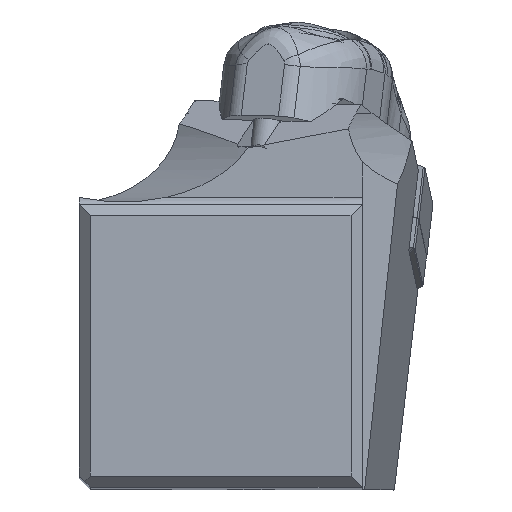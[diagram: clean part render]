
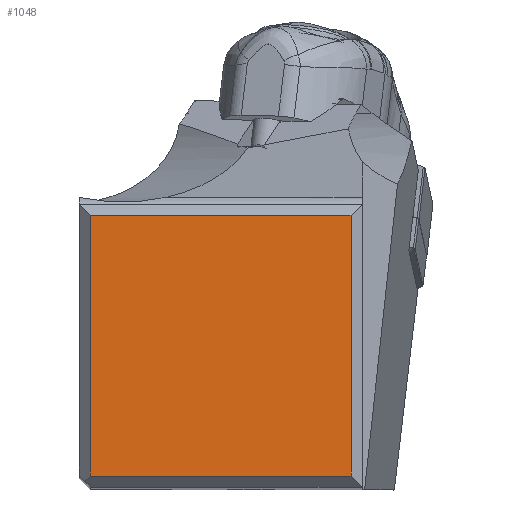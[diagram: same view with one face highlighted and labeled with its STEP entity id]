
A CAD part, top view. The second image highlights one B-rep face of the part: STEP entity #1048.
In plain terms, the highlighted planar face has unit normal (0, 0, 1).
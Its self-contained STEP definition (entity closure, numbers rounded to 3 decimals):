
#762=FACE_OUTER_BOUND('',#1462,.T.);
#1048=ADVANCED_FACE('',(#762),#1170,.T.);
#1170=PLANE('',#5976);
#1462=EDGE_LOOP('',(#2851,#2852,#2853,#2854));
#2851=ORIENTED_EDGE('',*,*,#4447,.F.);
#2852=ORIENTED_EDGE('',*,*,#4452,.T.);
#2853=ORIENTED_EDGE('',*,*,#4453,.T.);
#2854=ORIENTED_EDGE('',*,*,#4451,.F.);
#3659=VERTEX_POINT('',#13461);
#3660=VERTEX_POINT('',#13463);
#3661=VERTEX_POINT('',#13467);
#3662=VERTEX_POINT('',#13472);
#4447=EDGE_CURVE('',#3659,#3660,#5152,.T.);
#4451=EDGE_CURVE('',#3660,#3661,#5156,.T.);
#4452=EDGE_CURVE('',#3659,#3662,#5157,.T.);
#4453=EDGE_CURVE('',#3662,#3661,#5158,.T.);
#5152=LINE('',#13462,#5434);
#5156=LINE('',#13469,#5438);
#5157=LINE('',#13471,#5439);
#5158=LINE('',#13473,#5440);
#5434=VECTOR('',#7138,1.);
#5438=VECTOR('',#7144,1.);
#5439=VECTOR('',#7147,1.);
#5440=VECTOR('',#7148,1.);
#5976=AXIS2_PLACEMENT_3D('',#13474,#7149,#7150);
#7138=DIRECTION('',(1.,0.,0.));
#7144=DIRECTION('',(0.,-1.,0.));
#7147=DIRECTION('',(0.,-1.,0.));
#7148=DIRECTION('',(1.,0.,0.));
#7149=DIRECTION('',(0.,0.,1.));
#7150=DIRECTION('',(1.,0.,0.));
#13461=CARTESIAN_POINT('',(1.,24.4,0.));
#13462=CARTESIAN_POINT('',(1.,24.4,0.));
#13463=CARTESIAN_POINT('',(24.4,24.4,0.));
#13467=CARTESIAN_POINT('',(24.4,1.,0.));
#13469=CARTESIAN_POINT('',(24.4,24.4,0.));
#13471=CARTESIAN_POINT('',(1.,24.4,0.));
#13472=CARTESIAN_POINT('',(1.,1.,0.));
#13473=CARTESIAN_POINT('',(1.,1.,0.));
#13474=CARTESIAN_POINT('',(12.7,12.7,0.));
